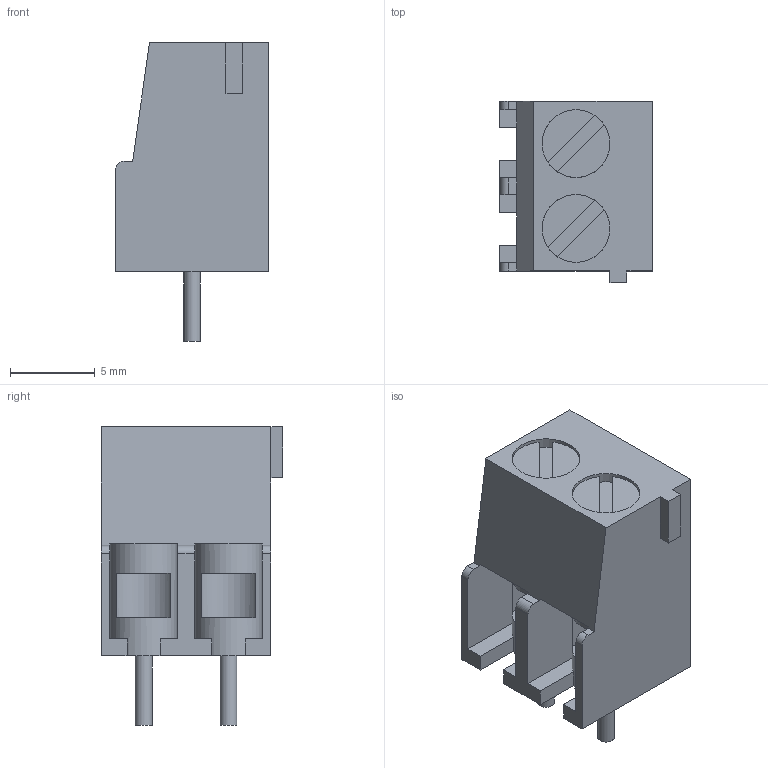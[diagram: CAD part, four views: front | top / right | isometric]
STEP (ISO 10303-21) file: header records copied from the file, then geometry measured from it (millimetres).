
FILE_DESCRIPTION(('Open CASCADE Model'),'2;1');
FILE_NAME('Open CASCADE Shape Model','2025-04-12T20:48:31',('Author'),('Open CASCADE'),'Open CASCADE STEP processor 7.7','Open CASCADE 7.7','Unknown');
FILE_SCHEMA(('AUTOMOTIVE_DESIGN { 1 0 10303 214 1 1 1 1 }'));
Length unit declared in the file: millimetre
Products named in the file (9): PHOENIX_PT_2,5/2-5,0-H; body; body_part; screw-1; screw-1_part; leg-1; leg-1_part; screw-2; leg-2
Assembly tree (10 placements, depth 3):
  PHOENIX_PT_2,5/2-5,0-H
    body
      body_part
    screw-1
      screw-1_part
    leg-1
      leg-1_part
    screw-2
      screw-1_part
    leg-2
      leg-1_part
Bounding box: 9 x 10.7 x 17.6 mm (x, y, z)
Volume: 913.4 mm3; surface area: 1411.6 mm2
Topology: 5 solids, 5 shells, 63 faces, 171 edges, 114 vertices
Faces by surface type: plane 54, cylinder 6, extrusion 3
Full cylindrical faces by diameter (mm): 1 x2, 4 x4
Entity records: 1197 total; most frequent: CARTESIAN_POINT 230, ORIENTED_EDGE 220, EDGE_CURVE 138, LINE 94, VERTEX_POINT 92, FACE_BOUND 52, EDGE_LOOP 52, AXIS2_PLACEMENT_3D 51
